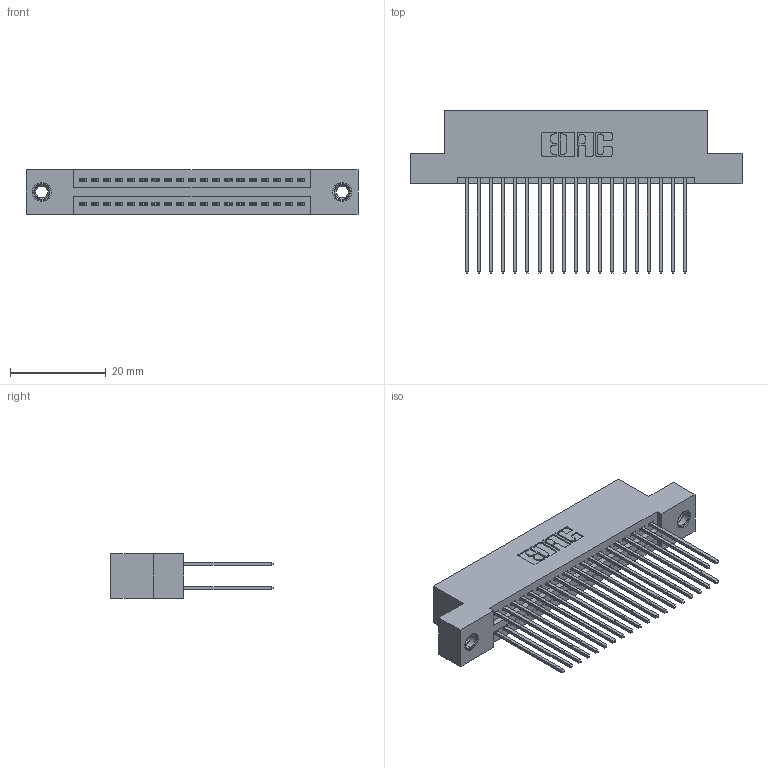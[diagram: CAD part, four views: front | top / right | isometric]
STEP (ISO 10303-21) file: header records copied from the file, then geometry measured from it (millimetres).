
FILE_DESCRIPTION (( 'STEP AP203' ), '1' );
FILE_NAME ('345-038-541-207.STEP', '2018-08-30T07:44:40', ( '' ), ( '' ), 'SwSTEP 2.0', 'SolidWorks 2016', '' );
FILE_SCHEMA (( 'CONFIG_CONTROL_DESIGN' ));
Length unit declared in the file: inch
Products named in the file (4): 345-038-541-207; 345 Part_Flush Mounting Lugs - 0.156 Dia-TI; 345-292-001_345-293-141; 345-250-001_345-250-005-103
Assembly tree (41 placements, depth 2):
  345-038-541-207
    345 Part_Flush Mounting Lugs - 0.156 Dia-TI
    345-292-001_345-293-141  x38
    345-250-001_345-250-005-103  x2
Bounding box: 69.47 x 33.96 x 9.4 mm (x, y, z)
Volume: 6739.3 mm3; surface area: 10569.1 mm2
Topology: 41 solids, 41 shells, 2086 faces, 6139 edges, 4034 vertices
Faces by surface type: plane 1366, cylinder 704, cone 12, torus 4
Entity records: 19208 total; most frequent: CARTESIAN_POINT 3223, ORIENTED_EDGE 3150, DIRECTION 2897, EDGE_CURVE 1575, LINE 1347, VECTOR 1347, VERTEX_POINT 1044, AXIS2_PLACEMENT_3D 775
